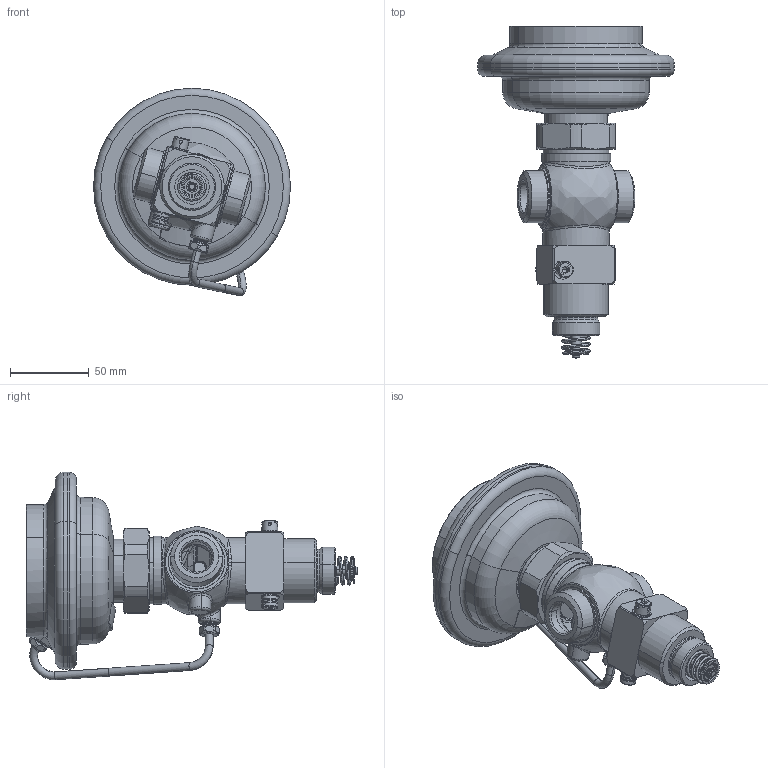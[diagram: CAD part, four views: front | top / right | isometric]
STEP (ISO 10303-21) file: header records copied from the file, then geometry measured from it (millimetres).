
FILE_DESCRIPTION((''),'2;1');
FILE_NAME('003H6751','2015-02-20T',('u317927'),('Danfoss'),'PRO/ENGINEER BY PARAMETRIC TECHNOLOGY CORPORATION, 2014000','PRO/ENGINEER BY PARAMETRIC TECHNOLOGY CORPORATION, 2014000','');
FILE_SCHEMA(('CONFIG_CONTROL_DESIGN'));
Products named in the file (1): 003H6751
Bounding box: 125.18 x 210.9 x 131.85 mm (x, y, z)
Volume: 326780.3 mm3; surface area: 151703.9 mm2
Topology: 2 solids, 5 shells, 1374 faces, 3380 edges, 2086 vertices
Faces by surface type: plane 408, cylinder 398, cone 232, torus 173, bspline 158, sphere 5
Entity records: 50672 total; most frequent: CARTESIAN_POINT 19016, ORIENTED_EDGE 6744, DIRECTION 6630, EDGE_CURVE 3372, AXIS2_PLACEMENT_3D 2815, VERTEX_POINT 2086, CIRCLE 1598, EDGE_LOOP 1490
